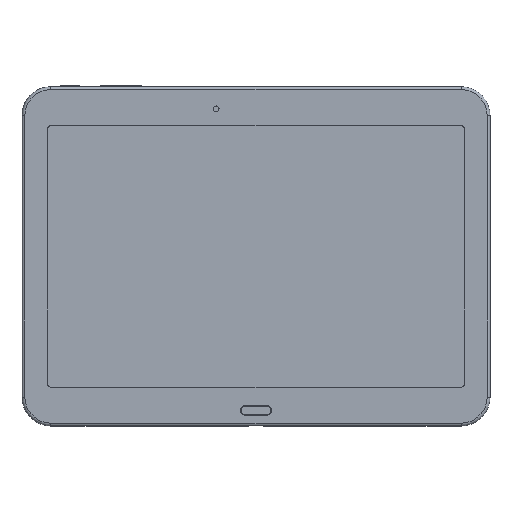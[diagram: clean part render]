
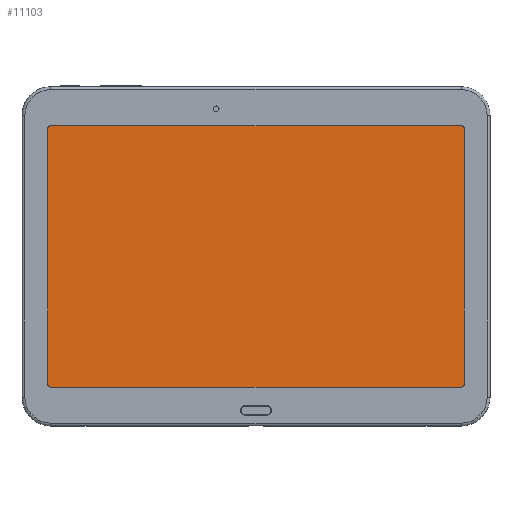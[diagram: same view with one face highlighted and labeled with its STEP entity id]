
A CAD part, top view. The second image highlights one B-rep face of the part: STEP entity #11103.
In plain terms, the highlighted planar face has unit normal (0, 0, 1).
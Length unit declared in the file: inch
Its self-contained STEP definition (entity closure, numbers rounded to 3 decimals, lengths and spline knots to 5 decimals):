
#166 = AXIS2_PLACEMENT_3D ( 'NONE', #14561, #5382, #16236 ) ;
#363 = DIRECTION ( 'NONE',  ( 0., 1., 0. ) ) ;
#545 = AXIS2_PLACEMENT_3D ( 'NONE', #5824, #16555, #19460 ) ;
#1187 = VERTEX_POINT ( 'NONE', #15984 ) ;
#1365 = DIRECTION ( 'NONE',  ( -1., 0., 0. ) ) ;
#1481 = ORIENTED_EDGE ( 'NONE', *, *, #1560, .F. ) ;
#1560 = EDGE_CURVE ( 'NONE', #2814, #15890, #3712, .T. ) ;
#1598 = CARTESIAN_POINT ( 'NONE',  ( 4.20573, 2.67677, 0.16535 ) ) ;
#1845 = VERTEX_POINT ( 'NONE', #17347 ) ;
#1915 = VECTOR ( 'NONE', #363, 39.37008 ) ;
#2473 = ORIENTED_EDGE ( 'NONE', *, *, #17429, .F. ) ;
#2814 = VERTEX_POINT ( 'NONE', #14459 ) ;
#3029 = CARTESIAN_POINT ( 'NONE',  ( 4.26439, -2.61811, 0.16535 ) ) ;
#3285 = CIRCLE ( 'NONE', #13456, 0.05866 ) ;
#3712 = LINE ( 'NONE', #1598, #17638 ) ;
#3844 = ORIENTED_EDGE ( 'NONE', *, *, #19284, .F. ) ;
#4329 = CARTESIAN_POINT ( 'NONE',  ( -4.20276, -2.88386, 0.16535 ) ) ;
#4552 = DIRECTION ( 'NONE',  ( 0., -1., 0. ) ) ;
#4590 = CARTESIAN_POINT ( 'NONE',  ( -4.26439, 2.61811, 0.16535 ) ) ;
#5220 = EDGE_CURVE ( 'NONE', #10824, #10150, #9862, .T. ) ;
#5382 = DIRECTION ( 'NONE',  ( 0., 0., -1. ) ) ;
#5824 = CARTESIAN_POINT ( 'NONE',  ( 4.20573, 2.61811, 0.16535 ) ) ;
#7052 = ORIENTED_EDGE ( 'NONE', *, *, #12785, .F. ) ;
#7194 = VECTOR ( 'NONE', #4552, 39.37008 ) ;
#7369 = VERTEX_POINT ( 'NONE', #12865 ) ;
#7468 = DIRECTION ( 'NONE',  ( 0., -1., 0. ) ) ;
#8298 = EDGE_LOOP ( 'NONE', ( #2473, #3844, #1481, #7052, #12620, #18787, #14401, #8921 ) ) ;
#8566 = CIRCLE ( 'NONE', #545, 0.05866 ) ;
#8849 = DIRECTION ( 'NONE',  ( 0., 0., -1. ) ) ;
#8921 = ORIENTED_EDGE ( 'NONE', *, *, #12757, .F. ) ;
#9004 = PLANE ( 'NONE',  #11247 ) ;
#9024 = CARTESIAN_POINT ( 'NONE',  ( 4.26439, -2.61811, 0.16535 ) ) ;
#9357 = LINE ( 'NONE', #9024, #7194 ) ;
#9689 = VERTEX_POINT ( 'NONE', #3029 ) ;
#9862 = LINE ( 'NONE', #18801, #1915 ) ;
#10056 = CARTESIAN_POINT ( 'NONE',  ( -4.26439, -2.61811, 0.16535 ) ) ;
#10150 = VERTEX_POINT ( 'NONE', #4590 ) ;
#10824 = VERTEX_POINT ( 'NONE', #10056 ) ;
#11103 = ADVANCED_FACE ( 'NONE', ( #13150 ), #9004, .F. ) ;
#11247 = AXIS2_PLACEMENT_3D ( 'NONE', #4329, #13706, #7468 ) ;
#11417 = DIRECTION ( 'NONE',  ( 0., 0., -1. ) ) ;
#11442 = CIRCLE ( 'NONE', #12539, 0.05866 ) ;
#12539 = AXIS2_PLACEMENT_3D ( 'NONE', #17677, #11417, #19283 ) ;
#12620 = ORIENTED_EDGE ( 'NONE', *, *, #5220, .F. ) ;
#12674 = LINE ( 'NONE', #15901, #15069 ) ;
#12757 = EDGE_CURVE ( 'NONE', #9689, #7369, #11442, .T. ) ;
#12785 = EDGE_CURVE ( 'NONE', #10150, #2814, #17707, .T. ) ;
#12865 = CARTESIAN_POINT ( 'NONE',  ( 4.20573, -2.67677, 0.16535 ) ) ;
#13058 = EDGE_CURVE ( 'NONE', #1845, #10824, #3285, .T. ) ;
#13150 = FACE_OUTER_BOUND ( 'NONE', #8298, .T. ) ;
#13456 = AXIS2_PLACEMENT_3D ( 'NONE', #13610, #8849, #1365 ) ;
#13610 = CARTESIAN_POINT ( 'NONE',  ( -4.20573, -2.61811, 0.16535 ) ) ;
#13706 = DIRECTION ( 'NONE',  ( 0., 0., -1. ) ) ;
#13711 = DIRECTION ( 'NONE',  ( 1., 0., 0. ) ) ;
#14367 = DIRECTION ( 'NONE',  ( -1., 0., 0. ) ) ;
#14401 = ORIENTED_EDGE ( 'NONE', *, *, #18610, .F. ) ;
#14459 = CARTESIAN_POINT ( 'NONE',  ( -4.20573, 2.67677, 0.16535 ) ) ;
#14561 = CARTESIAN_POINT ( 'NONE',  ( -4.20573, 2.61811, 0.16535 ) ) ;
#15069 = VECTOR ( 'NONE', #14367, 39.37008 ) ;
#15890 = VERTEX_POINT ( 'NONE', #19643 ) ;
#15901 = CARTESIAN_POINT ( 'NONE',  ( -4.20573, -2.67677, 0.16535 ) ) ;
#15984 = CARTESIAN_POINT ( 'NONE',  ( 4.26439, 2.61811, 0.16535 ) ) ;
#16236 = DIRECTION ( 'NONE',  ( -1., 0., 0. ) ) ;
#16555 = DIRECTION ( 'NONE',  ( 0., 0., -1. ) ) ;
#17347 = CARTESIAN_POINT ( 'NONE',  ( -4.20573, -2.67677, 0.16535 ) ) ;
#17429 = EDGE_CURVE ( 'NONE', #1187, #9689, #9357, .T. ) ;
#17638 = VECTOR ( 'NONE', #13711, 39.37008 ) ;
#17677 = CARTESIAN_POINT ( 'NONE',  ( 4.20573, -2.61811, 0.16535 ) ) ;
#17707 = CIRCLE ( 'NONE', #166, 0.05866 ) ;
#18610 = EDGE_CURVE ( 'NONE', #7369, #1845, #12674, .T. ) ;
#18787 = ORIENTED_EDGE ( 'NONE', *, *, #13058, .F. ) ;
#18801 = CARTESIAN_POINT ( 'NONE',  ( -4.26439, 2.61811, 0.16535 ) ) ;
#19283 = DIRECTION ( 'NONE',  ( -1., 0., 0. ) ) ;
#19284 = EDGE_CURVE ( 'NONE', #15890, #1187, #8566, .T. ) ;
#19460 = DIRECTION ( 'NONE',  ( -1., 0., 0. ) ) ;
#19643 = CARTESIAN_POINT ( 'NONE',  ( 4.20573, 2.67677, 0.16535 ) ) ;
